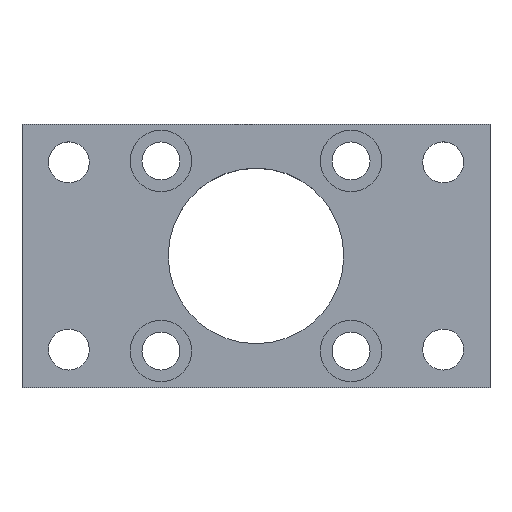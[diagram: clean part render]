
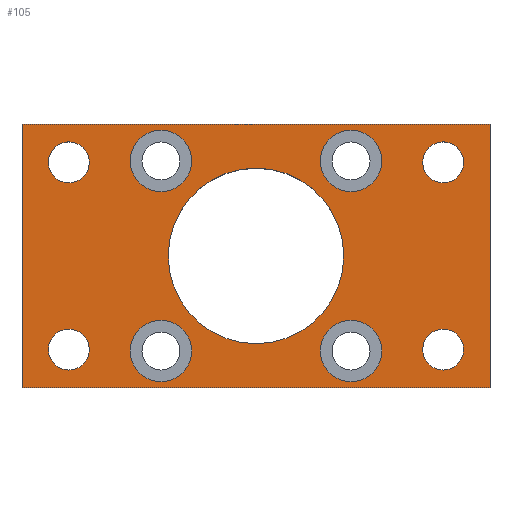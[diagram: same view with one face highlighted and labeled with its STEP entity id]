
A CAD part, top view. The second image highlights one B-rep face of the part: STEP entity #105.
In plain terms, the highlighted planar face has unit normal (0, 0, 1).
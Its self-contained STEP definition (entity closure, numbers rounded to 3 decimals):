
#105=ADVANCED_FACE('',(#176,#177,#178,#179,#180,#181,#182,#183,#184,#185),#186,.T.);
#176=FACE_BOUND('',#270,.T.);
#177=FACE_BOUND('',#271,.T.);
#178=FACE_BOUND('',#272,.T.);
#179=FACE_BOUND('',#273,.T.);
#180=FACE_BOUND('',#274,.T.);
#181=FACE_BOUND('',#275,.T.);
#182=FACE_BOUND('',#276,.T.);
#183=FACE_BOUND('',#277,.T.);
#184=FACE_BOUND('',#278,.T.);
#185=FACE_OUTER_BOUND('',#279,.T.);
#186=PLANE('',#280);
#270=EDGE_LOOP('',(#510,#511));
#271=EDGE_LOOP('',(#512,#513));
#272=EDGE_LOOP('',(#514,#515));
#273=EDGE_LOOP('',(#516,#517));
#274=EDGE_LOOP('',(#518,#519));
#275=EDGE_LOOP('',(#520,#521));
#276=EDGE_LOOP('',(#522,#523));
#277=EDGE_LOOP('',(#524,#525));
#278=EDGE_LOOP('',(#526,#527));
#279=EDGE_LOOP('',(#528,#529,#530,#531));
#280=AXIS2_PLACEMENT_3D('',#532,#533,#534);
#510=ORIENTED_EDGE('',*,*,#637,.T.);
#511=ORIENTED_EDGE('',*,*,#641,.T.);
#512=ORIENTED_EDGE('',*,*,#633,.T.);
#513=ORIENTED_EDGE('',*,*,#643,.T.);
#514=ORIENTED_EDGE('',*,*,#629,.T.);
#515=ORIENTED_EDGE('',*,*,#645,.T.);
#516=ORIENTED_EDGE('',*,*,#625,.T.);
#517=ORIENTED_EDGE('',*,*,#647,.T.);
#518=ORIENTED_EDGE('',*,*,#621,.T.);
#519=ORIENTED_EDGE('',*,*,#650,.T.);
#520=ORIENTED_EDGE('',*,*,#613,.T.);
#521=ORIENTED_EDGE('',*,*,#654,.T.);
#522=ORIENTED_EDGE('',*,*,#605,.T.);
#523=ORIENTED_EDGE('',*,*,#658,.T.);
#524=ORIENTED_EDGE('',*,*,#597,.T.);
#525=ORIENTED_EDGE('',*,*,#662,.T.);
#526=ORIENTED_EDGE('',*,*,#589,.T.);
#527=ORIENTED_EDGE('',*,*,#665,.T.);
#528=ORIENTED_EDGE('',*,*,#666,.T.);
#529=ORIENTED_EDGE('',*,*,#667,.T.);
#530=ORIENTED_EDGE('',*,*,#668,.T.);
#531=ORIENTED_EDGE('',*,*,#669,.T.);
#532=CARTESIAN_POINT('',(0.0,0.0,10.0));
#533=DIRECTION('',(0.0,0.0,1.0));
#534=DIRECTION('',(1.0,0.0,0.0));
#589=EDGE_CURVE('',#681,#678,#682,.T.);
#597=EDGE_CURVE('',#697,#694,#698,.T.);
#605=EDGE_CURVE('',#713,#710,#714,.T.);
#613=EDGE_CURVE('',#729,#726,#730,.T.);
#621=EDGE_CURVE('',#745,#742,#746,.T.);
#625=EDGE_CURVE('',#753,#750,#754,.T.);
#629=EDGE_CURVE('',#761,#758,#762,.T.);
#633=EDGE_CURVE('',#769,#766,#770,.T.);
#637=EDGE_CURVE('',#777,#774,#778,.T.);
#641=EDGE_CURVE('',#774,#777,#783,.T.);
#643=EDGE_CURVE('',#766,#769,#785,.T.);
#645=EDGE_CURVE('',#758,#761,#787,.T.);
#647=EDGE_CURVE('',#750,#753,#789,.T.);
#650=EDGE_CURVE('',#742,#745,#792,.T.);
#654=EDGE_CURVE('',#726,#729,#796,.T.);
#658=EDGE_CURVE('',#710,#713,#800,.T.);
#662=EDGE_CURVE('',#694,#697,#804,.T.);
#665=EDGE_CURVE('',#678,#681,#807,.T.);
#666=EDGE_CURVE('',#808,#809,#810,.T.);
#667=EDGE_CURVE('',#809,#811,#812,.T.);
#668=EDGE_CURVE('',#811,#813,#814,.T.);
#669=EDGE_CURVE('',#813,#808,#815,.T.);
#678=VERTEX_POINT('',#828);
#681=VERTEX_POINT('',#832);
#682=CIRCLE('',#833,15.0);
#694=VERTEX_POINT('',#848);
#697=VERTEX_POINT('',#852);
#698=CIRCLE('',#853,5.25);
#710=VERTEX_POINT('',#868);
#713=VERTEX_POINT('',#872);
#714=CIRCLE('',#873,5.25);
#726=VERTEX_POINT('',#888);
#729=VERTEX_POINT('',#892);
#730=CIRCLE('',#893,5.25);
#742=VERTEX_POINT('',#908);
#745=VERTEX_POINT('',#912);
#746=CIRCLE('',#913,5.25);
#750=VERTEX_POINT('',#918);
#753=VERTEX_POINT('',#922);
#754=CIRCLE('',#923,3.5);
#758=VERTEX_POINT('',#928);
#761=VERTEX_POINT('',#932);
#762=CIRCLE('',#933,3.5);
#766=VERTEX_POINT('',#938);
#769=VERTEX_POINT('',#942);
#770=CIRCLE('',#943,3.5);
#774=VERTEX_POINT('',#948);
#777=VERTEX_POINT('',#952);
#778=CIRCLE('',#953,3.5);
#783=CIRCLE('',#959,3.5);
#785=CIRCLE('',#961,3.5);
#787=CIRCLE('',#963,3.5);
#789=CIRCLE('',#965,3.5);
#792=CIRCLE('',#968,5.25);
#796=CIRCLE('',#972,5.25);
#800=CIRCLE('',#976,5.25);
#804=CIRCLE('',#980,5.25);
#807=CIRCLE('',#983,15.0);
#808=VERTEX_POINT('',#984);
#809=VERTEX_POINT('',#985);
#810=LINE('',#986,#987);
#811=VERTEX_POINT('',#988);
#812=LINE('',#989,#990);
#813=VERTEX_POINT('',#991);
#814=LINE('',#992,#993);
#815=LINE('',#994,#995);
#828=CARTESIAN_POINT('',(15.0,0.,10.0));
#832=CARTESIAN_POINT('',(-15.0,0.,10.0));
#833=AXIS2_PLACEMENT_3D('',#1017,#1018,#1019);
#848=CARTESIAN_POINT('',(-11.0,-16.25,10.0));
#852=CARTESIAN_POINT('',(-21.5,-16.25,10.0));
#853=AXIS2_PLACEMENT_3D('',#1033,#1034,#1035);
#868=CARTESIAN_POINT('',(-11.0,16.25,10.0));
#872=CARTESIAN_POINT('',(-21.5,16.25,10.0));
#873=AXIS2_PLACEMENT_3D('',#1049,#1050,#1051);
#888=CARTESIAN_POINT('',(21.5,-16.25,10.0));
#892=CARTESIAN_POINT('',(11.0,-16.25,10.0));
#893=AXIS2_PLACEMENT_3D('',#1065,#1066,#1067);
#908=CARTESIAN_POINT('',(21.5,16.25,10.0));
#912=CARTESIAN_POINT('',(11.0,16.25,10.0));
#913=AXIS2_PLACEMENT_3D('',#1081,#1082,#1083);
#918=CARTESIAN_POINT('',(-28.5,-16.0,10.0));
#922=CARTESIAN_POINT('',(-35.5,-16.0,10.0));
#923=AXIS2_PLACEMENT_3D('',#1089,#1090,#1091);
#928=CARTESIAN_POINT('',(-28.5,16.0,10.0));
#932=CARTESIAN_POINT('',(-35.5,16.0,10.0));
#933=AXIS2_PLACEMENT_3D('',#1097,#1098,#1099);
#938=CARTESIAN_POINT('',(35.5,-16.0,10.0));
#942=CARTESIAN_POINT('',(28.5,-16.0,10.0));
#943=AXIS2_PLACEMENT_3D('',#1105,#1106,#1107);
#948=CARTESIAN_POINT('',(35.5,16.0,10.0));
#952=CARTESIAN_POINT('',(28.5,16.0,10.0));
#953=AXIS2_PLACEMENT_3D('',#1113,#1114,#1115);
#959=AXIS2_PLACEMENT_3D('',#1123,#1124,#1125);
#961=AXIS2_PLACEMENT_3D('',#1129,#1130,#1131);
#963=AXIS2_PLACEMENT_3D('',#1135,#1136,#1137);
#965=AXIS2_PLACEMENT_3D('',#1141,#1142,#1143);
#968=AXIS2_PLACEMENT_3D('',#1150,#1151,#1152);
#972=AXIS2_PLACEMENT_3D('',#1162,#1163,#1164);
#976=AXIS2_PLACEMENT_3D('',#1174,#1175,#1176);
#980=AXIS2_PLACEMENT_3D('',#1186,#1187,#1188);
#983=AXIS2_PLACEMENT_3D('',#1195,#1196,#1197);
#984=CARTESIAN_POINT('',(40.0,-22.5,10.0));
#985=CARTESIAN_POINT('',(40.0,22.5,10.0));
#986=CARTESIAN_POINT('',(40.0,0.0,10.0));
#987=VECTOR('',#1198,1.0);
#988=CARTESIAN_POINT('',(-40.0,22.5,10.0));
#989=CARTESIAN_POINT('',(0.0,22.5,10.0));
#990=VECTOR('',#1199,1.0);
#991=CARTESIAN_POINT('',(-40.0,-22.5,10.0));
#992=CARTESIAN_POINT('',(-40.0,0.0,10.0));
#993=VECTOR('',#1200,1.0);
#994=CARTESIAN_POINT('',(0.0,-22.5,10.0));
#995=VECTOR('',#1201,1.0);
#1017=CARTESIAN_POINT('',(0.0,0.0,10.0));
#1018=DIRECTION('',(0.0,0.0,-1.0));
#1019=DIRECTION('',(1.0,0.0,0.0));
#1033=CARTESIAN_POINT('',(-16.25,-16.25,10.0));
#1034=DIRECTION('',(0.0,0.0,-1.0));
#1035=DIRECTION('',(1.0,0.0,0.0));
#1049=CARTESIAN_POINT('',(-16.25,16.25,10.0));
#1050=DIRECTION('',(0.0,0.0,-1.0));
#1051=DIRECTION('',(1.0,0.0,0.0));
#1065=CARTESIAN_POINT('',(16.25,-16.25,10.0));
#1066=DIRECTION('',(0.0,0.0,-1.0));
#1067=DIRECTION('',(1.0,0.0,0.0));
#1081=CARTESIAN_POINT('',(16.25,16.25,10.0));
#1082=DIRECTION('',(0.0,0.0,-1.0));
#1083=DIRECTION('',(1.0,0.0,0.0));
#1089=CARTESIAN_POINT('',(-32.0,-16.0,10.0));
#1090=DIRECTION('',(0.0,0.0,-1.0));
#1091=DIRECTION('',(1.0,0.0,0.0));
#1097=CARTESIAN_POINT('',(-32.0,16.0,10.0));
#1098=DIRECTION('',(0.0,0.0,-1.0));
#1099=DIRECTION('',(1.0,0.0,0.0));
#1105=CARTESIAN_POINT('',(32.0,-16.0,10.0));
#1106=DIRECTION('',(0.0,0.0,-1.0));
#1107=DIRECTION('',(1.0,0.0,0.0));
#1113=CARTESIAN_POINT('',(32.0,16.0,10.0));
#1114=DIRECTION('',(0.0,0.0,-1.0));
#1115=DIRECTION('',(1.0,0.0,0.0));
#1123=CARTESIAN_POINT('',(32.0,16.0,10.0));
#1124=DIRECTION('',(0.0,0.0,-1.0));
#1125=DIRECTION('',(1.0,0.0,0.0));
#1129=CARTESIAN_POINT('',(32.0,-16.0,10.0));
#1130=DIRECTION('',(0.0,0.0,-1.0));
#1131=DIRECTION('',(1.0,0.0,0.0));
#1135=CARTESIAN_POINT('',(-32.0,16.0,10.0));
#1136=DIRECTION('',(0.0,0.0,-1.0));
#1137=DIRECTION('',(1.0,0.0,0.0));
#1141=CARTESIAN_POINT('',(-32.0,-16.0,10.0));
#1142=DIRECTION('',(0.0,0.0,-1.0));
#1143=DIRECTION('',(1.0,0.0,0.0));
#1150=CARTESIAN_POINT('',(16.25,16.25,10.0));
#1151=DIRECTION('',(0.0,0.0,-1.0));
#1152=DIRECTION('',(1.0,0.0,0.0));
#1162=CARTESIAN_POINT('',(16.25,-16.25,10.0));
#1163=DIRECTION('',(0.0,0.0,-1.0));
#1164=DIRECTION('',(1.0,0.0,0.0));
#1174=CARTESIAN_POINT('',(-16.25,16.25,10.0));
#1175=DIRECTION('',(0.0,0.0,-1.0));
#1176=DIRECTION('',(1.0,0.0,0.0));
#1186=CARTESIAN_POINT('',(-16.25,-16.25,10.0));
#1187=DIRECTION('',(0.0,0.0,-1.0));
#1188=DIRECTION('',(1.0,0.0,0.0));
#1195=CARTESIAN_POINT('',(0.0,0.0,10.0));
#1196=DIRECTION('',(0.0,0.0,-1.0));
#1197=DIRECTION('',(1.0,0.0,0.0));
#1198=DIRECTION('',(0.0,1.0,0.0));
#1199=DIRECTION('',(-1.0,0.0,0.0));
#1200=DIRECTION('',(0.0,-1.0,0.0));
#1201=DIRECTION('',(1.0,0.0,0.0));
